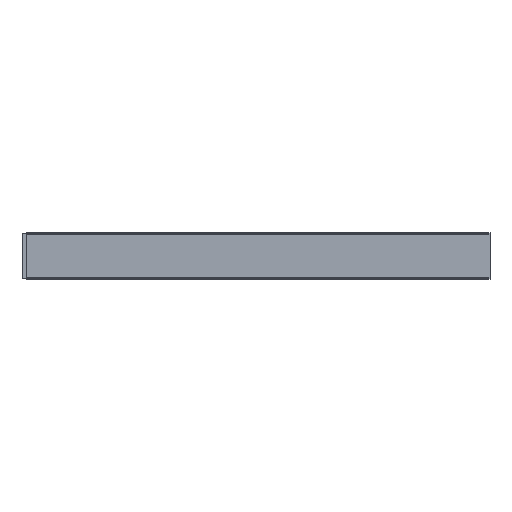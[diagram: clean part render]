
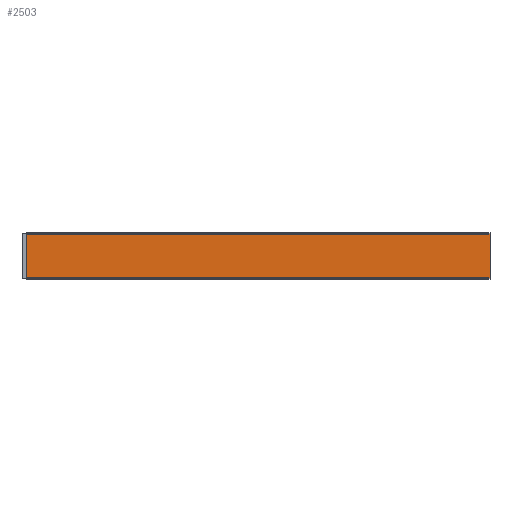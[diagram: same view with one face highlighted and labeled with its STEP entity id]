
A CAD part, top view. The second image highlights one B-rep face of the part: STEP entity #2503.
In plain terms, the highlighted planar face has unit normal (0, 0, 1).
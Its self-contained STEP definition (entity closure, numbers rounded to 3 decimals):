
#237=FACE_OUTER_BOUND('',#369,.T.);
#369=EDGE_LOOP('',(#1702,#1703,#1704,#1705));
#508=LINE('',#3690,#772);
#509=LINE('',#3692,#773);
#510=LINE('',#3694,#774);
#511=LINE('',#3695,#775);
#772=VECTOR('',#2902,1.);
#773=VECTOR('',#2903,1.);
#774=VECTOR('',#2904,1.);
#775=VECTOR('',#2905,1.);
#1036=VERTEX_POINT('',#3688);
#1037=VERTEX_POINT('',#3689);
#1038=VERTEX_POINT('',#3691);
#1039=VERTEX_POINT('',#3693);
#1307=EDGE_CURVE('',#1036,#1037,#508,.F.);
#1308=EDGE_CURVE('',#1038,#1037,#509,.T.);
#1309=EDGE_CURVE('',#1039,#1038,#510,.T.);
#1310=EDGE_CURVE('',#1039,#1036,#511,.T.);
#1702=ORIENTED_EDGE('',*,*,#1307,.T.);
#1703=ORIENTED_EDGE('',*,*,#1308,.F.);
#1704=ORIENTED_EDGE('',*,*,#1309,.F.);
#1705=ORIENTED_EDGE('',*,*,#1310,.T.);
#2433=PLANE('',#2637);
#2503=ADVANCED_FACE('',(#237),#2433,.F.);
#2637=AXIS2_PLACEMENT_3D('',#3687,#2900,#2901);
#2900=DIRECTION('center_axis',(0.,0.,-1.));
#2901=DIRECTION('ref_axis',(-1.,0.,0.));
#2902=DIRECTION('',(1.,0.,0.));
#2903=DIRECTION('',(0.,1.,0.));
#2904=DIRECTION('',(-1.,0.,0.));
#2905=DIRECTION('',(0.,1.,0.));
#3687=CARTESIAN_POINT('Origin',(89.849,76.984,-37.6));
#3688=CARTESIAN_POINT('',(3088.849,371.184,-37.6));
#3689=CARTESIAN_POINT('',(89.839,371.184,-37.6));
#3690=CARTESIAN_POINT('',(89.844,371.184,-37.6));
#3691=CARTESIAN_POINT('',(89.839,76.984,-37.6));
#3692=CARTESIAN_POINT('',(89.839,224.084,-37.6));
#3693=CARTESIAN_POINT('',(3088.849,76.984,-37.6));
#3694=CARTESIAN_POINT('',(89.844,76.984,-37.6));
#3695=CARTESIAN_POINT('',(3088.849,224.084,-37.6));
